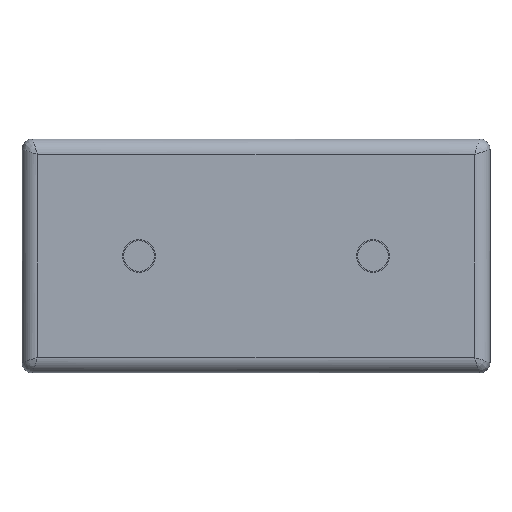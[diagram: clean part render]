
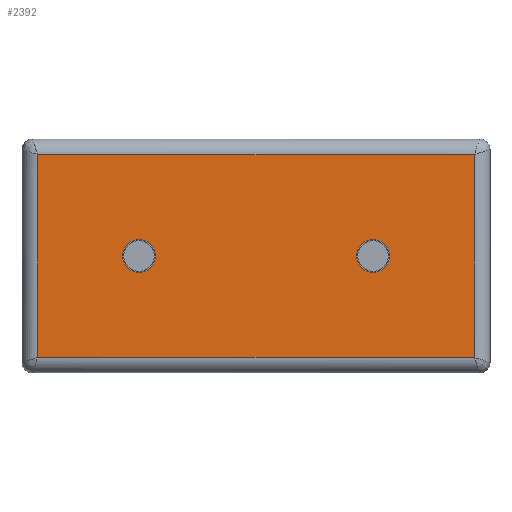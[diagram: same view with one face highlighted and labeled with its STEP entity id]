
A CAD part, top view. The second image highlights one B-rep face of the part: STEP entity #2392.
In plain terms, the highlighted planar face has unit normal (0, 0, 1).
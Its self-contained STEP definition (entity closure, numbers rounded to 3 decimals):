
#101=FACE_BOUND('',#363,.T.);
#102=FACE_BOUND('',#364,.T.);
#136=PLANE('',#2573);
#205=FACE_OUTER_BOUND('',#362,.T.);
#362=EDGE_LOOP('',(#1636,#1637,#1638,#1639));
#363=EDGE_LOOP('',(#1640));
#364=EDGE_LOOP('',(#1641));
#544=LINE('',#3622,#720);
#545=LINE('',#3624,#721);
#546=LINE('',#3626,#722);
#547=LINE('',#3627,#723);
#720=VECTOR('',#2888,10.);
#721=VECTOR('',#2889,10.);
#722=VECTOR('',#2890,10.);
#723=VECTOR('',#2891,10.);
#896=CIRCLE('',#2563,3.163);
#900=CIRCLE('',#2570,3.162);
#1020=VERTEX_POINT('',#3600);
#1024=VERTEX_POINT('',#3613);
#1026=VERTEX_POINT('',#3620);
#1027=VERTEX_POINT('',#3621);
#1028=VERTEX_POINT('',#3623);
#1029=VERTEX_POINT('',#3625);
#1259=EDGE_CURVE('',#1020,#1020,#896,.T.);
#1265=EDGE_CURVE('',#1024,#1024,#900,.T.);
#1268=EDGE_CURVE('',#1026,#1027,#544,.T.);
#1269=EDGE_CURVE('',#1028,#1026,#545,.T.);
#1270=EDGE_CURVE('',#1029,#1028,#546,.T.);
#1271=EDGE_CURVE('',#1027,#1029,#547,.T.);
#1636=ORIENTED_EDGE('',*,*,#1268,.F.);
#1637=ORIENTED_EDGE('',*,*,#1269,.F.);
#1638=ORIENTED_EDGE('',*,*,#1270,.F.);
#1639=ORIENTED_EDGE('',*,*,#1271,.F.);
#1640=ORIENTED_EDGE('',*,*,#1259,.T.);
#1641=ORIENTED_EDGE('',*,*,#1265,.T.);
#2392=ADVANCED_FACE('',(#205,#101,#102),#136,.T.);
#2563=AXIS2_PLACEMENT_3D('',#3601,#2863,#2864);
#2570=AXIS2_PLACEMENT_3D('',#3614,#2879,#2880);
#2573=AXIS2_PLACEMENT_3D('',#3619,#2886,#2887);
#2863=DIRECTION('center_axis',(0.,0.,-1.));
#2864=DIRECTION('ref_axis',(-1.,0.,0.));
#2879=DIRECTION('center_axis',(0.,0.,-1.));
#2880=DIRECTION('ref_axis',(-1.,0.,0.));
#2886=DIRECTION('center_axis',(0.,0.,1.));
#2887=DIRECTION('ref_axis',(0.,-1.,0.));
#2888=DIRECTION('',(0.,1.,0.));
#2889=DIRECTION('',(-1.,0.,0.));
#2890=DIRECTION('',(0.,-1.,0.));
#2891=DIRECTION('',(1.,0.,0.));
#3600=CARTESIAN_POINT('',(70.663,-22.5,3.));
#3601=CARTESIAN_POINT('Origin',(67.5,-22.5,3.));
#3613=CARTESIAN_POINT('',(25.662,-22.5,3.));
#3614=CARTESIAN_POINT('Origin',(22.5,-22.5,3.));
#3619=CARTESIAN_POINT('Origin',(45.,-22.5,3.));
#3620=CARTESIAN_POINT('',(3.,-42.,3.));
#3621=CARTESIAN_POINT('',(3.,-3.,3.));
#3622=CARTESIAN_POINT('',(3.,-22.5,3.));
#3623=CARTESIAN_POINT('',(87.,-42.,3.));
#3624=CARTESIAN_POINT('',(45.,-42.,3.));
#3625=CARTESIAN_POINT('',(87.,-3.,3.));
#3626=CARTESIAN_POINT('',(87.,-22.5,3.));
#3627=CARTESIAN_POINT('',(45.,-3.,3.));
